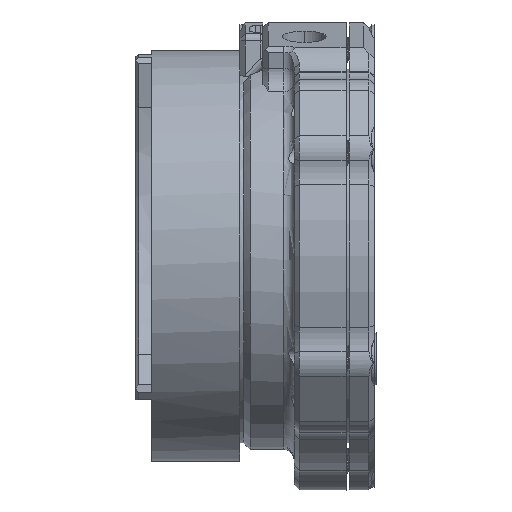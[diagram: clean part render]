
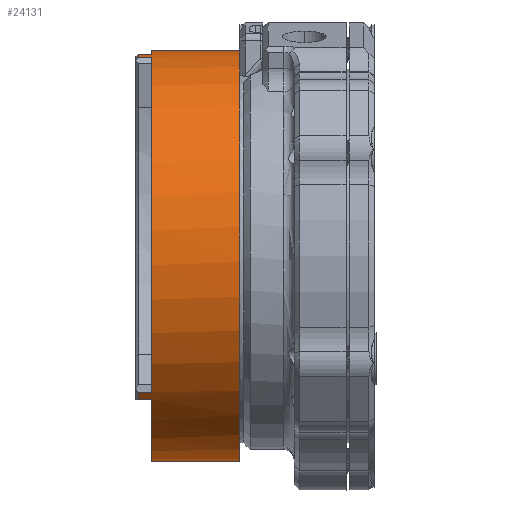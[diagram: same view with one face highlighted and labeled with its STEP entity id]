
A CAD part, left-side view. The second image highlights one B-rep face of the part: STEP entity #24131.
In plain terms, the highlighted cylindrical face has radius 19.75 mm (diameter 39.5 mm), a partial arc.
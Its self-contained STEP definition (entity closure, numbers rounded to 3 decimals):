
#174 = ORIENTED_EDGE ( 'NONE', *, *, #32428, .T. ) ;
#386 = CIRCLE ( 'NONE', #5912, 19.75 ) ;
#486 = CARTESIAN_POINT ( 'NONE',  ( 6.945, 45.655, 19.462 ) ) ;
#508 = CARTESIAN_POINT ( 'NONE',  ( 2.992, 45.655, 58.562 ) ) ;
#554 = DIRECTION ( 'NONE',  ( 0., -1., 0. ) ) ;
#655 = LINE ( 'NONE', #22199, #35221 ) ;
#847 = CARTESIAN_POINT ( 'NONE',  ( 6.945, 45.655, 39.212 ) ) ;
#1663 = CARTESIAN_POINT ( 'NONE',  ( -7.837, 39.655, 26.114 ) ) ;
#1746 = DIRECTION ( 'NONE',  ( 0., 0., -1. ) ) ;
#1824 = VERTEX_POINT ( 'NONE', #22783 ) ;
#1882 = CARTESIAN_POINT ( 'NONE',  ( 6.945, 37.155, 39.212 ) ) ;
#1898 = EDGE_CURVE ( 'NONE', #20829, #30513, #20453, .T. ) ;
#2476 = DIRECTION ( 'NONE',  ( 0., 0., -1. ) ) ;
#2684 = DIRECTION ( 'NONE',  ( 0., 0., -1. ) ) ;
#2878 = CARTESIAN_POINT ( 'NONE',  ( 6.945, 37.155, 39.212 ) ) ;
#3162 = DIRECTION ( 'NONE',  ( 0., -1., 0. ) ) ;
#3187 = AXIS2_PLACEMENT_3D ( 'NONE', #847, #12604, #24383 ) ;
#3385 = VERTEX_POINT ( 'NONE', #11906 ) ;
#3920 = DIRECTION ( 'NONE',  ( 0., 1., 0. ) ) ;
#4049 = EDGE_CURVE ( 'NONE', #33418, #9285, #386, .T. ) ;
#4443 = ORIENTED_EDGE ( 'NONE', *, *, #17788, .T. ) ;
#5129 = CARTESIAN_POINT ( 'NONE',  ( 6.945, 45.655, 58.962 ) ) ;
#5912 = AXIS2_PLACEMENT_3D ( 'NONE', #20644, #17917, #26632 ) ;
#6039 = AXIS2_PLACEMENT_3D ( 'NONE', #9985, #13452, #28131 ) ;
#6273 = CARTESIAN_POINT ( 'NONE',  ( 6.945, 37.155, 58.962 ) ) ;
#6408 = VECTOR ( 'NONE', #12337, 1000. ) ;
#6902 = VECTOR ( 'NONE', #21914, 1000. ) ;
#6972 = ORIENTED_EDGE ( 'NONE', *, *, #15308, .T. ) ;
#7194 = VECTOR ( 'NONE', #32326, 1000. ) ;
#7835 = ORIENTED_EDGE ( 'NONE', *, *, #22556, .T. ) ;
#8020 = AXIS2_PLACEMENT_3D ( 'NONE', #1882, #9812, #30654 ) ;
#8206 = CARTESIAN_POINT ( 'NONE',  ( 6.945, -18.706, 19.462 ) ) ;
#9285 = VERTEX_POINT ( 'NONE', #508 ) ;
#9519 = FACE_OUTER_BOUND ( 'NONE', #31886, .T. ) ;
#9744 = CARTESIAN_POINT ( 'NONE',  ( 6.079, 37.155, 58.943 ) ) ;
#9812 = DIRECTION ( 'NONE',  ( 0., 1., 0. ) ) ;
#9961 = AXIS2_PLACEMENT_3D ( 'NONE', #27279, #3920, #31265 ) ;
#9985 = CARTESIAN_POINT ( 'NONE',  ( 6.945, 37.155, 39.212 ) ) ;
#10140 = CARTESIAN_POINT ( 'NONE',  ( 6.945, -18.706, 58.962 ) ) ;
#10151 = DIRECTION ( 'NONE',  ( 0., 1., 0. ) ) ;
#10869 = EDGE_CURVE ( 'NONE', #22056, #17326, #21430, .T. ) ;
#11319 = CARTESIAN_POINT ( 'NONE',  ( 6.945, 46.905, 39.212 ) ) ;
#11742 = CARTESIAN_POINT ( 'NONE',  ( 6.945, 46.905, 39.212 ) ) ;
#11906 = CARTESIAN_POINT ( 'NONE',  ( -7.837, 45.655, 26.114 ) ) ;
#12273 = CARTESIAN_POINT ( 'NONE',  ( 2.445, 37.155, 58.442 ) ) ;
#12332 = CIRCLE ( 'NONE', #13569, 19.75 ) ;
#12337 = DIRECTION ( 'NONE',  ( 0., -1., 0. ) ) ;
#12424 = ORIENTED_EDGE ( 'NONE', *, *, #35656, .T. ) ;
#12507 = DIRECTION ( 'NONE',  ( -0.975, 0., -0.224 ) ) ;
#12604 = DIRECTION ( 'NONE',  ( 0., -1., 0. ) ) ;
#13368 = VERTEX_POINT ( 'NONE', #486 ) ;
#13452 = DIRECTION ( 'NONE',  ( 0., 1., 0. ) ) ;
#13508 = VERTEX_POINT ( 'NONE', #30382 ) ;
#13569 = AXIS2_PLACEMENT_3D ( 'NONE', #11742, #554, #12507 ) ;
#13766 = CARTESIAN_POINT ( 'NONE',  ( -7.164, 45.655, 25.392 ) ) ;
#14053 = DIRECTION ( 'NONE',  ( 0., -1., 0. ) ) ;
#14070 = DIRECTION ( 'NONE',  ( 0., 1., 0. ) ) ;
#15308 = EDGE_CURVE ( 'NONE', #19341, #30412, #28965, .T. ) ;
#15483 = CYLINDRICAL_SURFACE ( 'NONE', #9961, 19.75 ) ;
#15485 = CIRCLE ( 'NONE', #29096, 19.75 ) ;
#16553 = LINE ( 'NONE', #19261, #31063 ) ;
#17010 = CIRCLE ( 'NONE', #28743, 19.75 ) ;
#17326 = VERTEX_POINT ( 'NONE', #17888 ) ;
#17459 = ORIENTED_EDGE ( 'NONE', *, *, #33105, .T. ) ;
#17788 = EDGE_CURVE ( 'NONE', #18897, #19341, #15485, .T. ) ;
#17888 = CARTESIAN_POINT ( 'NONE',  ( 2.031, 46.905, 58.341 ) ) ;
#17917 = DIRECTION ( 'NONE',  ( 0., -1., 0. ) ) ;
#18040 = CIRCLE ( 'NONE', #21756, 19.75 ) ;
#18342 = VERTEX_POINT ( 'NONE', #12273 ) ;
#18508 = EDGE_CURVE ( 'NONE', #30412, #33418, #34077, .T. ) ;
#18897 = VERTEX_POINT ( 'NONE', #29331 ) ;
#19261 = CARTESIAN_POINT ( 'NONE',  ( 2.031, 39.655, 58.341 ) ) ;
#19341 = VERTEX_POINT ( 'NONE', #9744 ) ;
#19664 = DIRECTION ( 'NONE',  ( 0., 1., 0. ) ) ;
#19854 = ORIENTED_EDGE ( 'NONE', *, *, #24158, .T. ) ;
#20453 = LINE ( 'NONE', #35715, #6408 ) ;
#20556 = LINE ( 'NONE', #8206, #7194 ) ;
#20644 = CARTESIAN_POINT ( 'NONE',  ( 6.945, 45.655, 39.212 ) ) ;
#20829 = VERTEX_POINT ( 'NONE', #26024 ) ;
#21288 = DIRECTION ( 'NONE',  ( 0., 1., 0. ) ) ;
#21320 = EDGE_CURVE ( 'NONE', #18342, #13508, #18040, .T. ) ;
#21430 = CIRCLE ( 'NONE', #33151, 19.75 ) ;
#21518 = ORIENTED_EDGE ( 'NONE', *, *, #21320, .T. ) ;
#21756 = AXIS2_PLACEMENT_3D ( 'NONE', #34916, #37613, #2476 ) ;
#21914 = DIRECTION ( 'NONE',  ( 0., 1., 0. ) ) ;
#22056 = VERTEX_POINT ( 'NONE', #25940 ) ;
#22199 = CARTESIAN_POINT ( 'NONE',  ( 2.992, 39.655, 58.562 ) ) ;
#22556 = EDGE_CURVE ( 'NONE', #13508, #18897, #22800, .T. ) ;
#22622 = ORIENTED_EDGE ( 'NONE', *, *, #10869, .T. ) ;
#22783 = CARTESIAN_POINT ( 'NONE',  ( 6.945, 37.155, 19.462 ) ) ;
#22800 = CIRCLE ( 'NONE', #8020, 19.75 ) ;
#23000 = EDGE_CURVE ( 'NONE', #37105, #20829, #12332, .T. ) ;
#23156 = VERTEX_POINT ( 'NONE', #30641 ) ;
#24063 = EDGE_CURVE ( 'NONE', #9285, #22056, #655, .T. ) ;
#24131 = ADVANCED_FACE ( 'NONE', ( #9519 ), #15483, .T. ) ;
#24158 = EDGE_CURVE ( 'NONE', #30513, #13368, #37692, .T. ) ;
#24383 = DIRECTION ( 'NONE',  ( 0.975, 0., 0.224 ) ) ;
#24560 = ORIENTED_EDGE ( 'NONE', *, *, #24063, .T. ) ;
#25647 = DIRECTION ( 'NONE',  ( 0., -1., 0. ) ) ;
#25680 = CARTESIAN_POINT ( 'NONE',  ( 6.945, 37.155, 39.212 ) ) ;
#25924 = ORIENTED_EDGE ( 'NONE', *, *, #33536, .F. ) ;
#25940 = CARTESIAN_POINT ( 'NONE',  ( 2.992, 46.905, 58.562 ) ) ;
#26024 = CARTESIAN_POINT ( 'NONE',  ( -7.164, 46.905, 25.392 ) ) ;
#26632 = DIRECTION ( 'NONE',  ( 0.975, 0., 0.224 ) ) ;
#27279 = CARTESIAN_POINT ( 'NONE',  ( 6.945, -18.706, 39.212 ) ) ;
#27485 = VECTOR ( 'NONE', #10151, 1000. ) ;
#28131 = DIRECTION ( 'NONE',  ( 0., 0., -1. ) ) ;
#28291 = LINE ( 'NONE', #1663, #27485 ) ;
#28529 = CARTESIAN_POINT ( 'NONE',  ( 6.945, 45.655, 39.212 ) ) ;
#28743 = AXIS2_PLACEMENT_3D ( 'NONE', #28529, #25647, #33764 ) ;
#28965 = CIRCLE ( 'NONE', #37615, 19.75 ) ;
#29077 = ORIENTED_EDGE ( 'NONE', *, *, #23000, .T. ) ;
#29096 = AXIS2_PLACEMENT_3D ( 'NONE', #2878, #14070, #2684 ) ;
#29331 = CARTESIAN_POINT ( 'NONE',  ( 4.45, 37.155, 58.804 ) ) ;
#29766 = EDGE_CURVE ( 'NONE', #17326, #23156, #16553, .T. ) ;
#30382 = CARTESIAN_POINT ( 'NONE',  ( 4.202, 37.155, 58.771 ) ) ;
#30412 = VERTEX_POINT ( 'NONE', #6273 ) ;
#30513 = VERTEX_POINT ( 'NONE', #13766 ) ;
#30641 = CARTESIAN_POINT ( 'NONE',  ( 2.031, 45.655, 58.341 ) ) ;
#30654 = DIRECTION ( 'NONE',  ( 0., 0., -1. ) ) ;
#31063 = VECTOR ( 'NONE', #14053, 1000. ) ;
#31265 = DIRECTION ( 'NONE',  ( 0., 0., 1. ) ) ;
#31385 = ORIENTED_EDGE ( 'NONE', *, *, #4049, .T. ) ;
#31886 = EDGE_LOOP ( 'NONE', ( #25924, #12424, #21518, #7835, #4443, #6972, #34057, #31385, #24560, #22622, #35206, #17459, #174, #29077, #32875, #19854 ) ) ;
#32326 = DIRECTION ( 'NONE',  ( 0., 1., 0. ) ) ;
#32428 = EDGE_CURVE ( 'NONE', #3385, #37105, #28291, .T. ) ;
#32875 = ORIENTED_EDGE ( 'NONE', *, *, #1898, .T. ) ;
#33105 = EDGE_CURVE ( 'NONE', #23156, #3385, #17010, .T. ) ;
#33151 = AXIS2_PLACEMENT_3D ( 'NONE', #11319, #3162, #34691 ) ;
#33418 = VERTEX_POINT ( 'NONE', #5129 ) ;
#33536 = EDGE_CURVE ( 'NONE', #1824, #13368, #20556, .T. ) ;
#33764 = DIRECTION ( 'NONE',  ( 0.975, 0., 0.224 ) ) ;
#33797 = CIRCLE ( 'NONE', #6039, 19.75 ) ;
#34057 = ORIENTED_EDGE ( 'NONE', *, *, #18508, .T. ) ;
#34077 = LINE ( 'NONE', #10140, #6902 ) ;
#34691 = DIRECTION ( 'NONE',  ( -0.975, 0., -0.224 ) ) ;
#34916 = CARTESIAN_POINT ( 'NONE',  ( 6.945, 37.155, 39.212 ) ) ;
#35206 = ORIENTED_EDGE ( 'NONE', *, *, #29766, .T. ) ;
#35221 = VECTOR ( 'NONE', #21288, 1000. ) ;
#35656 = EDGE_CURVE ( 'NONE', #1824, #18342, #33797, .T. ) ;
#35715 = CARTESIAN_POINT ( 'NONE',  ( -7.164, 39.655, 25.392 ) ) ;
#37105 = VERTEX_POINT ( 'NONE', #37927 ) ;
#37613 = DIRECTION ( 'NONE',  ( 0., 1., 0. ) ) ;
#37615 = AXIS2_PLACEMENT_3D ( 'NONE', #25680, #19664, #1746 ) ;
#37692 = CIRCLE ( 'NONE', #3187, 19.75 ) ;
#37927 = CARTESIAN_POINT ( 'NONE',  ( -7.837, 46.905, 26.114 ) ) ;
